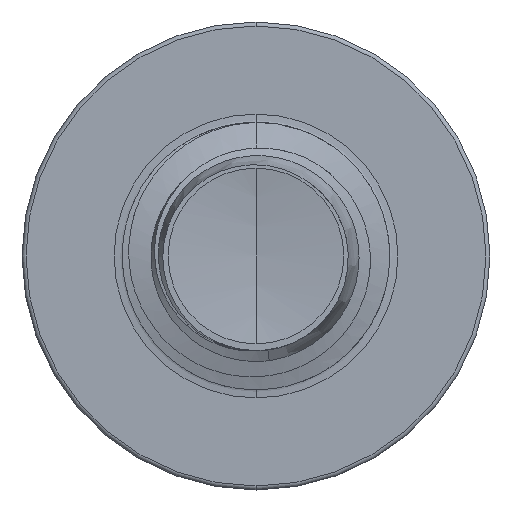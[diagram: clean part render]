
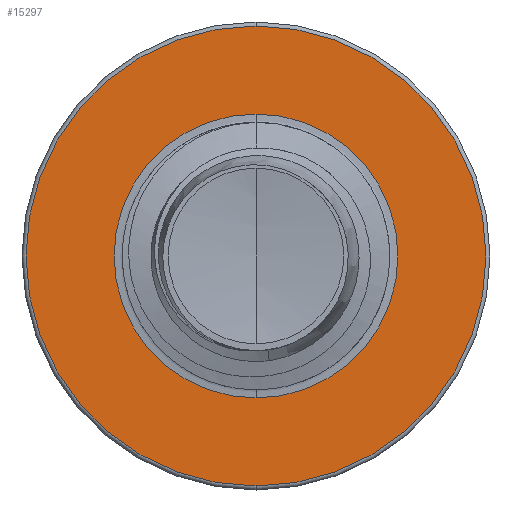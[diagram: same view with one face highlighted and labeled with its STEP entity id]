
A CAD part, front view. The second image highlights one B-rep face of the part: STEP entity #15297.
In plain terms, the highlighted planar face has unit normal (0, -1, 0).
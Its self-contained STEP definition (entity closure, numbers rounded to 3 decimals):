
#21 = AXIS2_PLACEMENT_3D ( 'NONE', #11178, #10950, #7273 ) ;
#495 = EDGE_LOOP ( 'NONE', ( #7160, #11249 ) ) ;
#2521 = ORIENTED_EDGE ( 'NONE', *, *, #9698, .F. ) ;
#4306 = EDGE_LOOP ( 'NONE', ( #15095, #2521 ) ) ;
#5099 = CARTESIAN_POINT ( 'NONE',  ( 0., 6., 3.186 ) ) ;
#6163 = EDGE_CURVE ( 'NONE', #10898, #15250, #9862, .T. ) ;
#6536 = VERTEX_POINT ( 'NONE', #7371 ) ;
#6700 = AXIS2_PLACEMENT_3D ( 'NONE', #8900, #8896, #8878 ) ;
#6845 = FACE_OUTER_BOUND ( 'NONE', #4306, .T. ) ;
#7160 = ORIENTED_EDGE ( 'NONE', *, *, #9668, .T. ) ;
#7185 = CARTESIAN_POINT ( 'NONE',  ( 0., 6., -5.16 ) ) ;
#7273 = DIRECTION ( 'NONE',  ( 0., 0., 1. ) ) ;
#7371 = CARTESIAN_POINT ( 'NONE',  ( 0., 6., 5.16 ) ) ;
#7740 = PLANE ( 'NONE',  #21 ) ;
#8866 = CIRCLE ( 'NONE', #15324, 3.186 ) ;
#8878 = DIRECTION ( 'NONE',  ( 0., 0., 1. ) ) ;
#8896 = DIRECTION ( 'NONE',  ( 0., 1., 0. ) ) ;
#8900 = CARTESIAN_POINT ( 'NONE',  ( 0., 6., 0. ) ) ;
#8960 = DIRECTION ( 'NONE',  ( 0., 0., 1. ) ) ;
#8965 = DIRECTION ( 'NONE',  ( 0., 1., 0. ) ) ;
#8981 = CARTESIAN_POINT ( 'NONE',  ( 0., 6., 0. ) ) ;
#9092 = EDGE_CURVE ( 'NONE', #6536, #15308, #12194, .T. ) ;
#9484 = DIRECTION ( 'NONE',  ( 0., 0., 1. ) ) ;
#9501 = DIRECTION ( 'NONE',  ( 0., 1., 0. ) ) ;
#9506 = CARTESIAN_POINT ( 'NONE',  ( 0., 6., 0. ) ) ;
#9668 = EDGE_CURVE ( 'NONE', #15250, #10898, #8866, .T. ) ;
#9698 = EDGE_CURVE ( 'NONE', #15308, #6536, #14383, .T. ) ;
#9862 = CIRCLE ( 'NONE', #10821, 3.186 ) ;
#10821 = AXIS2_PLACEMENT_3D ( 'NONE', #9506, #9501, #9484 ) ;
#10898 = VERTEX_POINT ( 'NONE', #14265 ) ;
#10950 = DIRECTION ( 'NONE',  ( 0., 1., 0. ) ) ;
#10957 = FACE_BOUND ( 'NONE', #495, .T. ) ;
#11094 = DIRECTION ( 'NONE',  ( 0., 0., 1. ) ) ;
#11111 = DIRECTION ( 'NONE',  ( 0., 1., 0. ) ) ;
#11138 = CARTESIAN_POINT ( 'NONE',  ( 0., 6., 0. ) ) ;
#11178 = CARTESIAN_POINT ( 'NONE',  ( 0., 6., -3.186 ) ) ;
#11249 = ORIENTED_EDGE ( 'NONE', *, *, #6163, .T. ) ;
#12194 = CIRCLE ( 'NONE', #15206, 5.16 ) ;
#14265 = CARTESIAN_POINT ( 'NONE',  ( 0., 6., -3.186 ) ) ;
#14383 = CIRCLE ( 'NONE', #6700, 5.16 ) ;
#15095 = ORIENTED_EDGE ( 'NONE', *, *, #9092, .F. ) ;
#15206 = AXIS2_PLACEMENT_3D ( 'NONE', #11138, #11111, #11094 ) ;
#15250 = VERTEX_POINT ( 'NONE', #5099 ) ;
#15297 = ADVANCED_FACE ( 'NONE', ( #6845, #10957 ), #7740, .F. ) ;
#15308 = VERTEX_POINT ( 'NONE', #7185 ) ;
#15324 = AXIS2_PLACEMENT_3D ( 'NONE', #8981, #8965, #8960 ) ;
